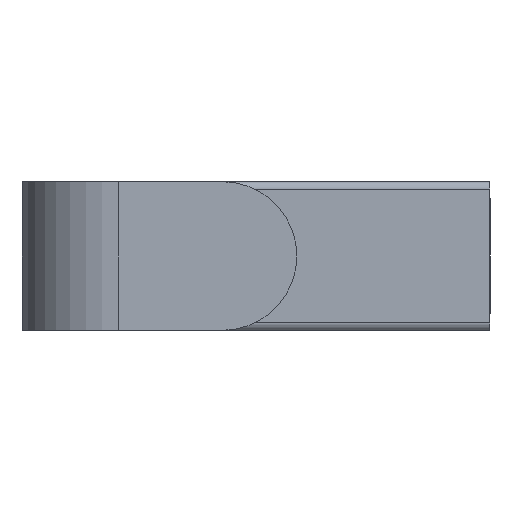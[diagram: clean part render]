
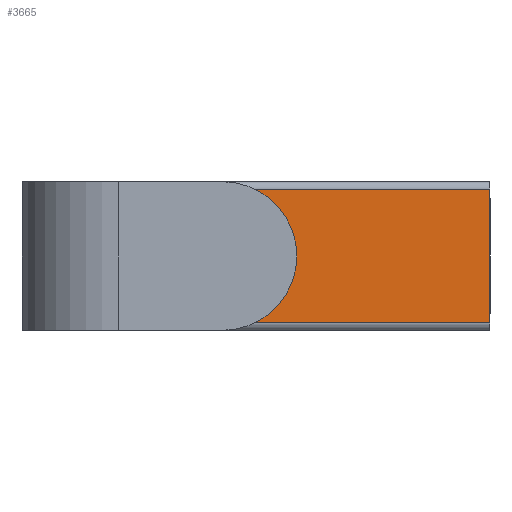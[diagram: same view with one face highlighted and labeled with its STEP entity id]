
A CAD part, left-side view. The second image highlights one B-rep face of the part: STEP entity #3665.
In plain terms, the highlighted planar face has unit normal (-1, 0, 0).
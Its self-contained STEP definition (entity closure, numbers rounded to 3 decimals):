
#5 = LINE ( 'NONE', #1142, #1065 ) ;
#145 = ORIENTED_EDGE ( 'NONE', *, *, #2283, .T. ) ;
#192 = CARTESIAN_POINT ( 'NONE',  ( -19., 60., 9. ) ) ;
#250 = VERTEX_POINT ( 'NONE', #192 ) ;
#267 = LINE ( 'NONE', #518, #280 ) ;
#280 = VECTOR ( 'NONE', #1660, 1000. ) ;
#518 = CARTESIAN_POINT ( 'NONE',  ( -19., 60., 0. ) ) ;
#585 = EDGE_CURVE ( 'NONE', #1889, #1869, #2979, .T. ) ;
#824 = VERTEX_POINT ( 'NONE', #3339 ) ;
#1065 = VECTOR ( 'NONE', #2317, 1000. ) ;
#1142 = CARTESIAN_POINT ( 'NONE',  ( -19., 60., 9. ) ) ;
#1314 = ORIENTED_EDGE ( 'NONE', *, *, #585, .F. ) ;
#1462 = DIRECTION ( 'NONE',  ( 0., 0., -1. ) ) ;
#1506 = FACE_OUTER_BOUND ( 'NONE', #1828, .T. ) ;
#1525 = CARTESIAN_POINT ( 'NONE',  ( -19., 0., 0. ) ) ;
#1605 = ORIENTED_EDGE ( 'NONE', *, *, #3119, .F. ) ;
#1660 = DIRECTION ( 'NONE',  ( 0., 0., -1. ) ) ;
#1828 = EDGE_LOOP ( 'NONE', ( #1605, #1314, #3209, #145 ) ) ;
#1869 = VERTEX_POINT ( 'NONE', #3654 ) ;
#1889 = VERTEX_POINT ( 'NONE', #2545 ) ;
#1914 = CARTESIAN_POINT ( 'NONE',  ( -19., 60., -10. ) ) ;
#2119 = DIRECTION ( 'NONE',  ( 0., 1., 0. ) ) ;
#2283 = EDGE_CURVE ( 'NONE', #250, #824, #267, .T. ) ;
#2291 = VECTOR ( 'NONE', #1462, 1000. ) ;
#2317 = DIRECTION ( 'NONE',  ( 0., -1., 0. ) ) ;
#2349 = VECTOR ( 'NONE', #2119, 1000. ) ;
#2432 = CARTESIAN_POINT ( 'NONE',  ( -19., 60., -9. ) ) ;
#2490 = DIRECTION ( 'NONE',  ( 1., 0., 0. ) ) ;
#2545 = CARTESIAN_POINT ( 'NONE',  ( -19., 0., 9. ) ) ;
#2713 = LINE ( 'NONE', #2432, #2349 ) ;
#2779 = AXIS2_PLACEMENT_3D ( 'NONE', #1914, #2490, #3072 ) ;
#2906 = EDGE_CURVE ( 'NONE', #250, #1889, #5, .T. ) ;
#2979 = LINE ( 'NONE', #1525, #2291 ) ;
#3072 = DIRECTION ( 'NONE',  ( 0., 0., -1. ) ) ;
#3119 = EDGE_CURVE ( 'NONE', #1869, #824, #2713, .T. ) ;
#3209 = ORIENTED_EDGE ( 'NONE', *, *, #2906, .F. ) ;
#3339 = CARTESIAN_POINT ( 'NONE',  ( -19., 60., -9. ) ) ;
#3654 = CARTESIAN_POINT ( 'NONE',  ( -19., 0., -9. ) ) ;
#3665 = ADVANCED_FACE ( 'NONE', ( #1506 ), #3700, .F. ) ;
#3700 = PLANE ( 'NONE',  #2779 ) ;
